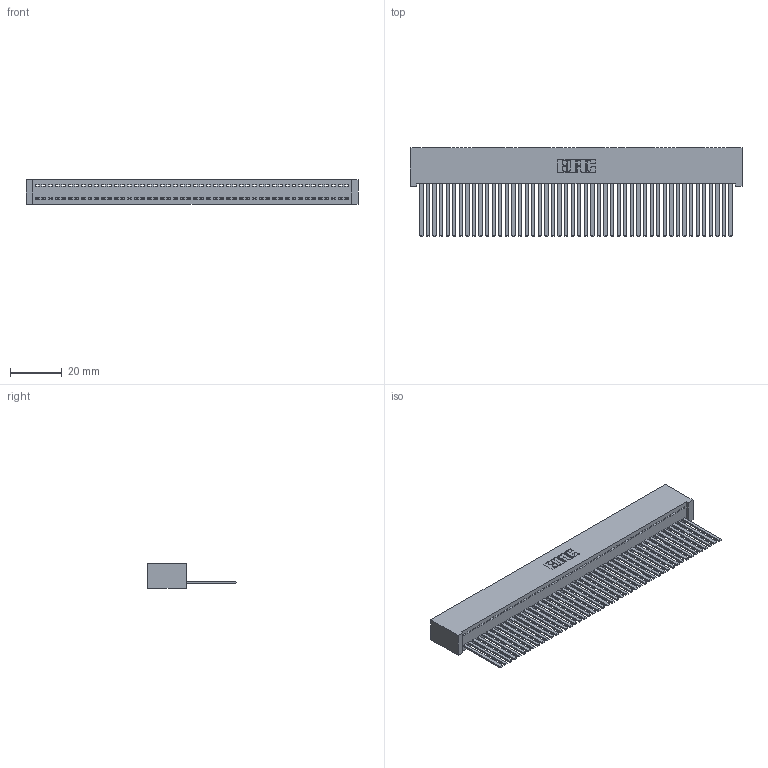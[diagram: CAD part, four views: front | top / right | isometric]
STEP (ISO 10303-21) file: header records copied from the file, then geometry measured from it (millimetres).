
FILE_DESCRIPTION (( 'STEP AP203' ), '1' );
FILE_NAME ('392-048-544-101.STEP', '2018-08-16T22:51:19', ( '' ), ( '' ), 'SwSTEP 2.0', 'SolidWorks 2016', '' );
FILE_SCHEMA (( 'CONFIG_CONTROL_DESIGN' ));
Length unit declared in the file: inch
Products named in the file (3): 345-292-001_345-293-144; 392-048-544-101; 342 Part_Lugless
Assembly tree (49 placements, depth 2):
  392-048-544-101
    342 Part_Lugless
    345-292-001_345-293-144  x48
Bounding box: 128.17 x 34.3 x 9.4 mm (x, y, z)
Volume: 12224.8 mm3; surface area: 19969 mm2
Topology: 49 solids, 49 shells, 2598 faces, 7859 edges, 5174 vertices
Faces by surface type: plane 1886, cylinder 712
Entity records: 27975 total; most frequent: CARTESIAN_POINT 4830, ORIENTED_EDGE 4814, DIRECTION 4051, EDGE_CURVE 2407, VECTOR 2291, LINE 2291, VERTEX_POINT 1602, AXIS2_PLACEMENT_3D 880
